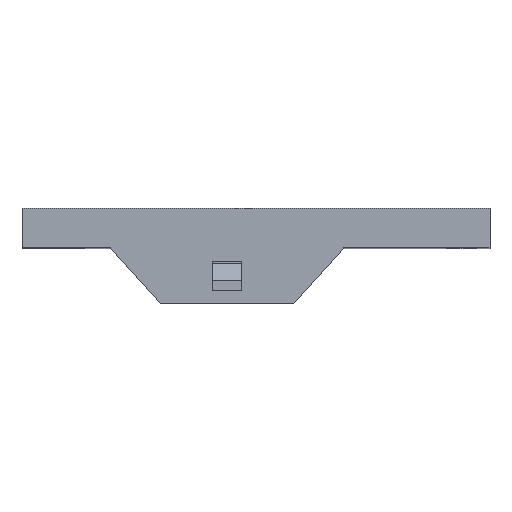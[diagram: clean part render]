
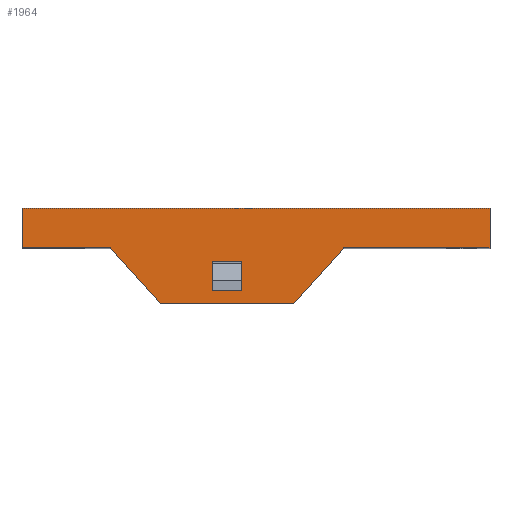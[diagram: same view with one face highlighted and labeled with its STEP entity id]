
A CAD part, top view. The second image highlights one B-rep face of the part: STEP entity #1964.
In plain terms, the highlighted planar face has unit normal (0, 0, 1).
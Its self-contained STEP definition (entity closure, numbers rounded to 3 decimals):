
#32=FACE_BOUND('',#322,.T.);
#85=PLANE('',#2090);
#193=FACE_OUTER_BOUND('',#321,.T.);
#321=EDGE_LOOP('',(#1640,#1641,#1642,#1643,#1644,#1645,#1646,#1647));
#322=EDGE_LOOP('',(#1648,#1649,#1650,#1651));
#434=LINE('',#2744,#691);
#444=LINE('',#2764,#701);
#517=LINE('',#2930,#774);
#525=LINE('',#2946,#782);
#527=LINE('',#2951,#784);
#529=LINE('',#2955,#786);
#550=LINE('',#2995,#807);
#551=LINE('',#2996,#808);
#552=LINE('',#2999,#809);
#553=LINE('',#3001,#810);
#554=LINE('',#3003,#811);
#555=LINE('',#3004,#812);
#691=VECTOR('',#2223,10.);
#701=VECTOR('',#2233,10.);
#774=VECTOR('',#2392,10.);
#782=VECTOR('',#2406,10.);
#784=VECTOR('',#2410,10.);
#786=VECTOR('',#2414,10.);
#807=VECTOR('',#2437,10.);
#808=VECTOR('',#2438,10.);
#809=VECTOR('',#2439,10.);
#810=VECTOR('',#2440,10.);
#811=VECTOR('',#2441,10.);
#812=VECTOR('',#2442,10.);
#938=VERTEX_POINT('',#2740);
#940=VERTEX_POINT('',#2743);
#949=VERTEX_POINT('',#2761);
#950=VERTEX_POINT('',#2763);
#1000=VERTEX_POINT('',#2928);
#1005=VERTEX_POINT('',#2944);
#1007=VERTEX_POINT('',#2950);
#1008=VERTEX_POINT('',#2954);
#1027=VERTEX_POINT('',#2997);
#1028=VERTEX_POINT('',#2998);
#1029=VERTEX_POINT('',#3000);
#1030=VERTEX_POINT('',#3002);
#1122=EDGE_CURVE('',#938,#940,#434,.T.);
#1132=EDGE_CURVE('',#949,#950,#444,.T.);
#1214=EDGE_CURVE('',#949,#1000,#517,.T.);
#1222=EDGE_CURVE('',#1005,#938,#525,.T.);
#1224=EDGE_CURVE('',#950,#1007,#527,.T.);
#1226=EDGE_CURVE('',#1008,#1000,#529,.T.);
#1247=EDGE_CURVE('',#1007,#1005,#550,.T.);
#1248=EDGE_CURVE('',#1008,#940,#551,.T.);
#1249=EDGE_CURVE('',#1027,#1028,#552,.T.);
#1250=EDGE_CURVE('',#1028,#1029,#553,.T.);
#1251=EDGE_CURVE('',#1029,#1030,#554,.T.);
#1252=EDGE_CURVE('',#1030,#1027,#555,.T.);
#1640=ORIENTED_EDGE('',*,*,#1247,.F.);
#1641=ORIENTED_EDGE('',*,*,#1224,.F.);
#1642=ORIENTED_EDGE('',*,*,#1132,.F.);
#1643=ORIENTED_EDGE('',*,*,#1214,.T.);
#1644=ORIENTED_EDGE('',*,*,#1226,.F.);
#1645=ORIENTED_EDGE('',*,*,#1248,.T.);
#1646=ORIENTED_EDGE('',*,*,#1122,.F.);
#1647=ORIENTED_EDGE('',*,*,#1222,.F.);
#1648=ORIENTED_EDGE('',*,*,#1249,.T.);
#1649=ORIENTED_EDGE('',*,*,#1250,.T.);
#1650=ORIENTED_EDGE('',*,*,#1251,.T.);
#1651=ORIENTED_EDGE('',*,*,#1252,.T.);
#1964=ADVANCED_FACE('',(#193,#32),#85,.T.);
#2090=AXIS2_PLACEMENT_3D('',#2994,#2435,#2436);
#2223=DIRECTION('',(-1.,0.,0.));
#2233=DIRECTION('',(-1.,0.,0.));
#2392=DIRECTION('',(0.,1.,0.));
#2406=DIRECTION('',(-0.666,0.746,0.));
#2410=DIRECTION('',(-0.666,-0.746,0.));
#2414=DIRECTION('',(1.,0.,0.));
#2435=DIRECTION('center_axis',(0.,0.,1.));
#2436=DIRECTION('ref_axis',(-1.,0.,0.));
#2437=DIRECTION('',(-1.,0.,0.));
#2438=DIRECTION('',(0.,-1.,0.));
#2439=DIRECTION('',(-1.,0.,0.));
#2440=DIRECTION('',(0.,1.,0.));
#2441=DIRECTION('',(1.,0.,0.));
#2442=DIRECTION('',(0.,-1.,0.));
#2740=CARTESIAN_POINT('',(-17.503,26.9,109.3));
#2743=CARTESIAN_POINT('',(-30.8,26.9,109.3));
#2744=CARTESIAN_POINT('',(-13.236,26.9,109.3));
#2761=CARTESIAN_POINT('',(39.458,26.9,109.3));
#2763=CARTESIAN_POINT('',(17.497,26.9,109.3));
#2764=CARTESIAN_POINT('',(39.458,26.9,109.3));
#2928=CARTESIAN_POINT('',(39.458,32.9,109.3));
#2930=CARTESIAN_POINT('',(39.458,26.9,109.3));
#2944=CARTESIAN_POINT('',(-10.,18.5,109.3));
#2946=CARTESIAN_POINT('',(-11.016,19.637,109.3));
#2950=CARTESIAN_POINT('',(10.,18.5,109.3));
#2951=CARTESIAN_POINT('',(15.45,24.607,109.3));
#2954=CARTESIAN_POINT('',(-30.8,32.9,109.3));
#2955=CARTESIAN_POINT('',(39.458,32.9,109.3));
#2994=CARTESIAN_POINT('Origin',(9.997,32.9,109.3));
#2995=CARTESIAN_POINT('',(-4.,18.5,109.3));
#2996=CARTESIAN_POINT('',(-30.8,32.9,109.3));
#2997=CARTESIAN_POINT('',(2.2,20.5,109.3));
#2998=CARTESIAN_POINT('',(-2.2,20.5,109.3));
#2999=CARTESIAN_POINT('',(2.2,20.5,109.3));
#3000=CARTESIAN_POINT('',(-2.2,24.9,109.3));
#3001=CARTESIAN_POINT('',(-2.2,20.5,109.3));
#3002=CARTESIAN_POINT('',(2.2,24.9,109.3));
#3003=CARTESIAN_POINT('',(-2.2,24.9,109.3));
#3004=CARTESIAN_POINT('',(2.2,24.9,109.3));
